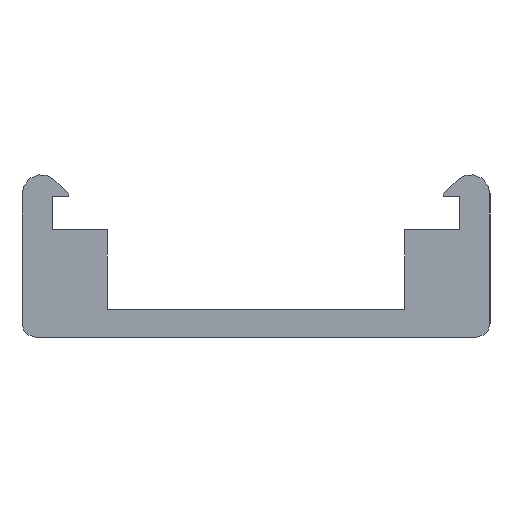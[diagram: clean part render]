
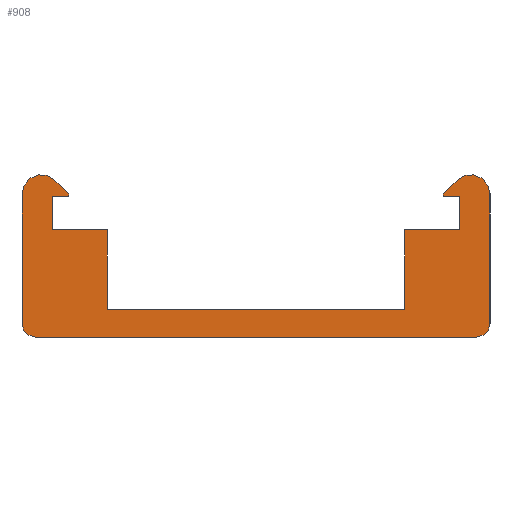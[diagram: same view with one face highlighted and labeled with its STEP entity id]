
A CAD part, left-side view. The second image highlights one B-rep face of the part: STEP entity #908.
In plain terms, the highlighted planar face has unit normal (-1, 0, 0).
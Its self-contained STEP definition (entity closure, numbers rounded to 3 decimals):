
#762=AXIS2_PLACEMENT_3D('Plane Axis2P3D',#759,#760,#761) ;
#766=AXIS2_PLACEMENT_3D('Circle Axis2P3D',#764,#765,$) ;
#780=AXIS2_PLACEMENT_3D('Circle Axis2P3D',#778,#779,$) ;
#869=AXIS2_PLACEMENT_3D('Circle Axis2P3D',#867,#868,$) ;
#883=AXIS2_PLACEMENT_3D('Circle Axis2P3D',#881,#882,$) ;
#98=CARTESIAN_POINT('Vertex',(0.,13.9,1.2)) ;
#103=CARTESIAN_POINT('Line Origine',(0.,8.5,1.2)) ;
#107=CARTESIAN_POINT('Vertex',(0.,3.1,1.2)) ;
#358=CARTESIAN_POINT('Vertex',(0.,0.5,0.2)) ;
#363=CARTESIAN_POINT('Line Origine',(0.,8.5,0.2)) ;
#367=CARTESIAN_POINT('Vertex',(0.,16.5,0.2)) ;
#759=CARTESIAN_POINT('Axis2P3D Location',(0.,8.5,0.2)) ;
#764=CARTESIAN_POINT('Axis2P3D Location',(0.,0.5,0.7)) ;
#768=CARTESIAN_POINT('Vertex',(0.,0.,0.7)) ;
#771=CARTESIAN_POINT('Line Origine',(0.,0.,3.05)) ;
#775=CARTESIAN_POINT('Vertex',(0.,0.,5.4)) ;
#778=CARTESIAN_POINT('Axis2P3D Location',(0.,0.7,5.4)) ;
#782=CARTESIAN_POINT('Vertex',(0.,1.195,5.895)) ;
#785=CARTESIAN_POINT('Line Origine',(0.,1.442,5.647)) ;
#789=CARTESIAN_POINT('Vertex',(0.,1.69,5.4)) ;
#792=CARTESIAN_POINT('Line Origine',(0.,1.69,5.35)) ;
#796=CARTESIAN_POINT('Vertex',(0.,1.69,5.3)) ;
#799=CARTESIAN_POINT('Line Origine',(0.,1.395,5.3)) ;
#803=CARTESIAN_POINT('Vertex',(0.,1.1,5.3)) ;
#806=CARTESIAN_POINT('Line Origine',(0.,1.1,4.7)) ;
#810=CARTESIAN_POINT('Vertex',(0.,1.1,4.1)) ;
#813=CARTESIAN_POINT('Line Origine',(0.,2.1,4.1)) ;
#817=CARTESIAN_POINT('Vertex',(0.,3.1,4.1)) ;
#820=CARTESIAN_POINT('Line Origine',(0.,3.1,2.65)) ;
#825=CARTESIAN_POINT('Line Origine',(0.,13.9,2.65)) ;
#829=CARTESIAN_POINT('Vertex',(0.,13.9,4.1)) ;
#832=CARTESIAN_POINT('Line Origine',(0.,14.9,4.1)) ;
#836=CARTESIAN_POINT('Vertex',(0.,15.9,4.1)) ;
#839=CARTESIAN_POINT('Line Origine',(0.,15.9,4.7)) ;
#843=CARTESIAN_POINT('Vertex',(0.,15.9,5.3)) ;
#846=CARTESIAN_POINT('Line Origine',(0.,15.605,5.3)) ;
#850=CARTESIAN_POINT('Vertex',(0.,15.31,5.3)) ;
#853=CARTESIAN_POINT('Line Origine',(0.,15.31,5.35)) ;
#857=CARTESIAN_POINT('Vertex',(0.,15.31,5.4)) ;
#860=CARTESIAN_POINT('Line Origine',(0.,15.558,5.647)) ;
#864=CARTESIAN_POINT('Vertex',(0.,15.805,5.895)) ;
#867=CARTESIAN_POINT('Axis2P3D Location',(0.,16.3,5.4)) ;
#871=CARTESIAN_POINT('Vertex',(0.,17.,5.4)) ;
#874=CARTESIAN_POINT('Line Origine',(0.,17.,3.05)) ;
#878=CARTESIAN_POINT('Vertex',(0.,17.,0.7)) ;
#881=CARTESIAN_POINT('Axis2P3D Location',(0.,16.5,0.7)) ;
#104=DIRECTION('Vector Direction',(0.,-1.,0.)) ;
#364=DIRECTION('Vector Direction',(0.,1.,0.)) ;
#760=DIRECTION('Axis2P3D Direction',(1.,0.,0.)) ;
#761=DIRECTION('Axis2P3D XDirection',(0.,1.,0.)) ;
#765=DIRECTION('Axis2P3D Direction',(1.,0.,0.)) ;
#772=DIRECTION('Vector Direction',(0.,0.,1.)) ;
#779=DIRECTION('Axis2P3D Direction',(1.,0.,0.)) ;
#786=DIRECTION('Vector Direction',(0.,0.707,-0.707)) ;
#793=DIRECTION('Vector Direction',(0.,0.,-1.)) ;
#800=DIRECTION('Vector Direction',(0.,-1.,0.)) ;
#807=DIRECTION('Vector Direction',(0.,0.,-1.)) ;
#814=DIRECTION('Vector Direction',(0.,1.,0.)) ;
#821=DIRECTION('Vector Direction',(0.,0.,-1.)) ;
#826=DIRECTION('Vector Direction',(0.,0.,-1.)) ;
#833=DIRECTION('Vector Direction',(0.,-1.,0.)) ;
#840=DIRECTION('Vector Direction',(0.,0.,-1.)) ;
#847=DIRECTION('Vector Direction',(0.,1.,0.)) ;
#854=DIRECTION('Vector Direction',(0.,0.,-1.)) ;
#861=DIRECTION('Vector Direction',(0.,-0.707,-0.707)) ;
#868=DIRECTION('Axis2P3D Direction',(1.,0.,0.)) ;
#875=DIRECTION('Vector Direction',(0.,0.,1.)) ;
#882=DIRECTION('Axis2P3D Direction',(1.,0.,0.)) ;
#105=VECTOR('Line Direction',#104,1.) ;
#365=VECTOR('Line Direction',#364,1.) ;
#773=VECTOR('Line Direction',#772,1.) ;
#787=VECTOR('Line Direction',#786,1.) ;
#794=VECTOR('Line Direction',#793,1.) ;
#801=VECTOR('Line Direction',#800,1.) ;
#808=VECTOR('Line Direction',#807,1.) ;
#815=VECTOR('Line Direction',#814,1.) ;
#822=VECTOR('Line Direction',#821,1.) ;
#827=VECTOR('Line Direction',#826,1.) ;
#834=VECTOR('Line Direction',#833,1.) ;
#841=VECTOR('Line Direction',#840,1.) ;
#848=VECTOR('Line Direction',#847,1.) ;
#855=VECTOR('Line Direction',#854,1.) ;
#862=VECTOR('Line Direction',#861,1.) ;
#876=VECTOR('Line Direction',#875,1.) ;
#887=ORIENTED_EDGE('',*,*,#770,.F.) ;
#888=ORIENTED_EDGE('',*,*,#777,.F.) ;
#889=ORIENTED_EDGE('',*,*,#784,.F.) ;
#890=ORIENTED_EDGE('',*,*,#791,.F.) ;
#891=ORIENTED_EDGE('',*,*,#798,.F.) ;
#892=ORIENTED_EDGE('',*,*,#805,.F.) ;
#893=ORIENTED_EDGE('',*,*,#812,.F.) ;
#894=ORIENTED_EDGE('',*,*,#819,.F.) ;
#895=ORIENTED_EDGE('',*,*,#824,.F.) ;
#896=ORIENTED_EDGE('',*,*,#109,.F.) ;
#897=ORIENTED_EDGE('',*,*,#831,.F.) ;
#898=ORIENTED_EDGE('',*,*,#838,.F.) ;
#899=ORIENTED_EDGE('',*,*,#845,.F.) ;
#900=ORIENTED_EDGE('',*,*,#852,.F.) ;
#901=ORIENTED_EDGE('',*,*,#859,.F.) ;
#902=ORIENTED_EDGE('',*,*,#866,.F.) ;
#903=ORIENTED_EDGE('',*,*,#873,.F.) ;
#904=ORIENTED_EDGE('',*,*,#880,.F.) ;
#905=ORIENTED_EDGE('',*,*,#885,.F.) ;
#906=ORIENTED_EDGE('',*,*,#369,.F.) ;
#908=ADVANCED_FACE('S3D',(#907),#763,.F.) ;
#767=CIRCLE('generated circle',#766,0.5) ;
#781=CIRCLE('generated circle',#780,0.7) ;
#870=CIRCLE('generated circle',#869,0.7) ;
#884=CIRCLE('generated circle',#883,0.5) ;
#109=EDGE_CURVE('',#99,#108,#106,.T.) ;
#369=EDGE_CURVE('',#359,#368,#366,.T.) ;
#770=EDGE_CURVE('',#769,#359,#767,.T.) ;
#777=EDGE_CURVE('',#776,#769,#774,.F.) ;
#784=EDGE_CURVE('',#783,#776,#781,.T.) ;
#791=EDGE_CURVE('',#790,#783,#788,.F.) ;
#798=EDGE_CURVE('',#797,#790,#795,.F.) ;
#805=EDGE_CURVE('',#804,#797,#802,.F.) ;
#812=EDGE_CURVE('',#811,#804,#809,.F.) ;
#819=EDGE_CURVE('',#818,#811,#816,.F.) ;
#824=EDGE_CURVE('',#108,#818,#823,.F.) ;
#831=EDGE_CURVE('',#830,#99,#828,.T.) ;
#838=EDGE_CURVE('',#837,#830,#835,.T.) ;
#845=EDGE_CURVE('',#844,#837,#842,.T.) ;
#852=EDGE_CURVE('',#851,#844,#849,.T.) ;
#859=EDGE_CURVE('',#858,#851,#856,.T.) ;
#866=EDGE_CURVE('',#865,#858,#863,.T.) ;
#873=EDGE_CURVE('',#872,#865,#870,.T.) ;
#880=EDGE_CURVE('',#879,#872,#877,.T.) ;
#885=EDGE_CURVE('',#368,#879,#884,.T.) ;
#886=EDGE_LOOP('',(#887,#888,#889,#890,#891,#892,#893,#894,#895,#896,#897,#898,#899,#900,#901,#902,#903,#904,#905,#906)) ;
#907=FACE_OUTER_BOUND('',#886,.T.) ;
#106=LINE('Line',#103,#105) ;
#366=LINE('Line',#363,#365) ;
#774=LINE('Line',#771,#773) ;
#788=LINE('Line',#785,#787) ;
#795=LINE('Line',#792,#794) ;
#802=LINE('Line',#799,#801) ;
#809=LINE('Line',#806,#808) ;
#816=LINE('Line',#813,#815) ;
#823=LINE('Line',#820,#822) ;
#828=LINE('Line',#825,#827) ;
#835=LINE('Line',#832,#834) ;
#842=LINE('Line',#839,#841) ;
#849=LINE('Line',#846,#848) ;
#856=LINE('Line',#853,#855) ;
#863=LINE('Line',#860,#862) ;
#877=LINE('Line',#874,#876) ;
#763=PLANE('',#762) ;
#99=VERTEX_POINT('',#98) ;
#108=VERTEX_POINT('',#107) ;
#359=VERTEX_POINT('',#358) ;
#368=VERTEX_POINT('',#367) ;
#769=VERTEX_POINT('',#768) ;
#776=VERTEX_POINT('',#775) ;
#783=VERTEX_POINT('',#782) ;
#790=VERTEX_POINT('',#789) ;
#797=VERTEX_POINT('',#796) ;
#804=VERTEX_POINT('',#803) ;
#811=VERTEX_POINT('',#810) ;
#818=VERTEX_POINT('',#817) ;
#830=VERTEX_POINT('',#829) ;
#837=VERTEX_POINT('',#836) ;
#844=VERTEX_POINT('',#843) ;
#851=VERTEX_POINT('',#850) ;
#858=VERTEX_POINT('',#857) ;
#865=VERTEX_POINT('',#864) ;
#872=VERTEX_POINT('',#871) ;
#879=VERTEX_POINT('',#878) ;
